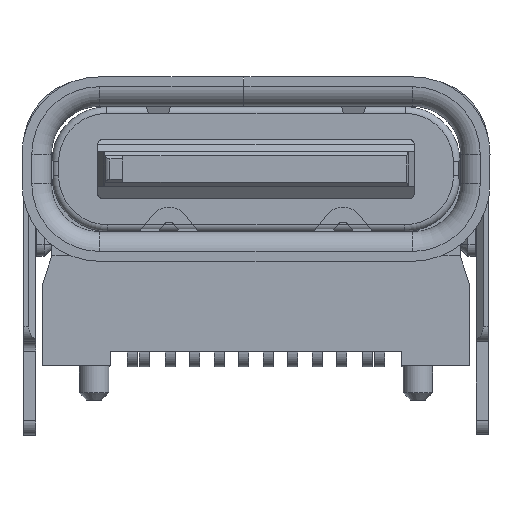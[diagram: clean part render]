
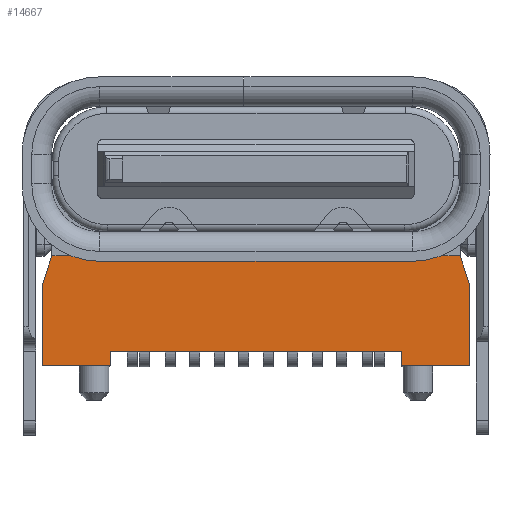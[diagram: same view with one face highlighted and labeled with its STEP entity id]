
A CAD part, front view. The second image highlights one B-rep face of the part: STEP entity #14667.
In plain terms, the highlighted planar face has unit normal (0, -1, 0).
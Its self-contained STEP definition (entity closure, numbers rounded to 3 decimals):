
#735=CIRCLE('',#16037,1.134);
#742=CIRCLE('',#16050,1.134);
#1676=FACE_OUTER_BOUND('',#2498,.T.);
#2498=EDGE_LOOP('',(#12482,#12483,#12484,#12485,#12486,#12487,#12488,#12489,
#12490,#12491,#12492,#12493,#12494,#12495,#12496,#12497));
#3727=LINE('',#24191,#5233);
#3731=LINE('',#24198,#5237);
#3736=LINE('',#24212,#5242);
#3740=LINE('',#24219,#5246);
#3750=LINE('',#24272,#5256);
#3764=LINE('',#24317,#5270);
#3765=LINE('',#24319,#5271);
#3766=LINE('',#24321,#5272);
#3767=LINE('',#24323,#5273);
#3768=LINE('',#24325,#5274);
#3769=LINE('',#24327,#5275);
#3770=LINE('',#24329,#5276);
#3771=LINE('',#24331,#5277);
#3772=LINE('',#24332,#5278);
#5233=VECTOR('',#19474,10.);
#5237=VECTOR('',#19480,10.);
#5242=VECTOR('',#19491,10.);
#5246=VECTOR('',#19497,10.);
#5256=VECTOR('',#19557,10.);
#5270=VECTOR('',#19603,10.);
#5271=VECTOR('',#19604,10.);
#5272=VECTOR('',#19605,10.);
#5273=VECTOR('',#19606,10.);
#5274=VECTOR('',#19607,10.);
#5275=VECTOR('',#19608,10.);
#5276=VECTOR('',#19609,10.);
#5277=VECTOR('',#19610,10.);
#5278=VECTOR('',#19611,10.);
#6727=VERTEX_POINT('',#24188);
#6728=VERTEX_POINT('',#24190);
#6730=VERTEX_POINT('',#24196);
#6735=VERTEX_POINT('',#24209);
#6736=VERTEX_POINT('',#24211);
#6738=VERTEX_POINT('',#24217);
#6755=VERTEX_POINT('',#24269);
#6756=VERTEX_POINT('',#24271);
#6771=VERTEX_POINT('',#24316);
#6772=VERTEX_POINT('',#24318);
#6773=VERTEX_POINT('',#24320);
#6774=VERTEX_POINT('',#24322);
#6775=VERTEX_POINT('',#24324);
#6776=VERTEX_POINT('',#24326);
#6777=VERTEX_POINT('',#24328);
#6778=VERTEX_POINT('',#24330);
#8680=EDGE_CURVE('',#6728,#6727,#3727,.T.);
#8684=EDGE_CURVE('',#6727,#6730,#3731,.T.);
#8690=EDGE_CURVE('',#6736,#6735,#3736,.T.);
#8694=EDGE_CURVE('',#6735,#6738,#3740,.T.);
#8720=EDGE_CURVE('',#6755,#6756,#3750,.T.);
#8724=EDGE_CURVE('',#6728,#6755,#735,.T.);
#8742=EDGE_CURVE('',#6756,#6738,#742,.T.);
#8743=EDGE_CURVE('',#6771,#6730,#3764,.T.);
#8744=EDGE_CURVE('',#6772,#6771,#3765,.T.);
#8745=EDGE_CURVE('',#6773,#6772,#3766,.T.);
#8746=EDGE_CURVE('',#6774,#6773,#3767,.T.);
#8747=EDGE_CURVE('',#6775,#6774,#3768,.T.);
#8748=EDGE_CURVE('',#6775,#6776,#3769,.T.);
#8749=EDGE_CURVE('',#6777,#6776,#3770,.T.);
#8750=EDGE_CURVE('',#6778,#6777,#3771,.T.);
#8751=EDGE_CURVE('',#6736,#6778,#3772,.T.);
#12482=ORIENTED_EDGE('',*,*,#8690,.T.);
#12483=ORIENTED_EDGE('',*,*,#8694,.T.);
#12484=ORIENTED_EDGE('',*,*,#8742,.F.);
#12485=ORIENTED_EDGE('',*,*,#8720,.F.);
#12486=ORIENTED_EDGE('',*,*,#8724,.F.);
#12487=ORIENTED_EDGE('',*,*,#8680,.T.);
#12488=ORIENTED_EDGE('',*,*,#8684,.T.);
#12489=ORIENTED_EDGE('',*,*,#8743,.F.);
#12490=ORIENTED_EDGE('',*,*,#8744,.F.);
#12491=ORIENTED_EDGE('',*,*,#8745,.F.);
#12492=ORIENTED_EDGE('',*,*,#8746,.F.);
#12493=ORIENTED_EDGE('',*,*,#8747,.F.);
#12494=ORIENTED_EDGE('',*,*,#8748,.T.);
#12495=ORIENTED_EDGE('',*,*,#8749,.F.);
#12496=ORIENTED_EDGE('',*,*,#8750,.F.);
#12497=ORIENTED_EDGE('',*,*,#8751,.F.);
#13920=PLANE('',#16049);
#14667=ADVANCED_FACE('',(#1676),#13920,.T.);
#16037=AXIS2_PLACEMENT_3D('',#24278,#19564,#19565);
#16049=AXIS2_PLACEMENT_3D('',#24314,#19599,#19600);
#16050=AXIS2_PLACEMENT_3D('',#24315,#19601,#19602);
#19474=DIRECTION('',(0.,0.,1.));
#19480=DIRECTION('',(1.,0.,0.));
#19491=DIRECTION('',(1.,0.,0.));
#19497=DIRECTION('',(0.,0.,-1.));
#19557=DIRECTION('',(-1.,0.,0.));
#19564=DIRECTION('center_axis',(0.,-1.,0.));
#19565=DIRECTION('ref_axis',(0.,0.,-1.));
#19599=DIRECTION('center_axis',(0.,-1.,0.));
#19600=DIRECTION('ref_axis',(1.,0.,0.));
#19601=DIRECTION('center_axis',(0.,-1.,0.));
#19602=DIRECTION('ref_axis',(0.,0.,1.));
#19603=DIRECTION('',(-0.316,0.,-0.949));
#19604=DIRECTION('',(0.,0.,-1.));
#19605=DIRECTION('',(1.,0.,0.));
#19606=DIRECTION('',(0.,0.,1.));
#19607=DIRECTION('',(1.,0.,0.));
#19608=DIRECTION('',(0.,0.,1.));
#19609=DIRECTION('',(1.,0.,0.));
#19610=DIRECTION('',(0.,0.,1.));
#19611=DIRECTION('',(-0.316,0.,0.949));
#24188=CARTESIAN_POINT('',(3.393,1.201,18.292));
#24190=CARTESIAN_POINT('',(3.393,1.201,17.793));
#24191=CARTESIAN_POINT('',(3.393,1.201,17.843));
#24196=CARTESIAN_POINT('',(4.51,1.201,18.292));
#24198=CARTESIAN_POINT('',(1.872,1.201,18.292));
#24209=CARTESIAN_POINT('',(-2.684,1.201,18.292));
#24211=CARTESIAN_POINT('',(-3.81,1.201,18.292));
#24212=CARTESIAN_POINT('',(-1.73,1.201,18.292));
#24217=CARTESIAN_POINT('',(-2.684,1.201,17.793));
#24219=CARTESIAN_POINT('',(-2.684,1.201,18.092));
#24269=CARTESIAN_POINT('',(3.377,1.201,17.793));
#24271=CARTESIAN_POINT('',(-2.676,1.201,17.793));
#24272=CARTESIAN_POINT('',(3.377,1.201,17.793));
#24278=CARTESIAN_POINT('Origin',(3.377,1.201,16.66));
#24314=CARTESIAN_POINT('Origin',(0.35,1.201,17.892));
#24315=CARTESIAN_POINT('Origin',(-2.676,1.201,16.66));
#24316=CARTESIAN_POINT('',(4.71,1.201,18.892));
#24317=CARTESIAN_POINT('',(4.342,1.201,17.788));
#24318=CARTESIAN_POINT('',(4.71,1.201,20.532));
#24319=CARTESIAN_POINT('',(4.71,1.201,19.212));
#24320=CARTESIAN_POINT('',(3.31,1.201,20.532));
#24321=CARTESIAN_POINT('',(0.35,1.201,20.532));
#24322=CARTESIAN_POINT('',(3.31,1.201,20.232));
#24323=CARTESIAN_POINT('',(3.31,1.201,19.212));
#24324=CARTESIAN_POINT('',(-2.61,1.201,20.232));
#24325=CARTESIAN_POINT('',(0.35,1.201,20.232));
#24326=CARTESIAN_POINT('',(-2.61,1.201,20.532));
#24327=CARTESIAN_POINT('',(-2.61,1.201,20.532));
#24328=CARTESIAN_POINT('',(-4.01,1.201,20.532));
#24329=CARTESIAN_POINT('',(0.35,1.201,20.532));
#24330=CARTESIAN_POINT('',(-4.01,1.201,18.892));
#24331=CARTESIAN_POINT('',(-4.01,1.201,19.212));
#24332=CARTESIAN_POINT('',(-3.542,1.201,17.488));
